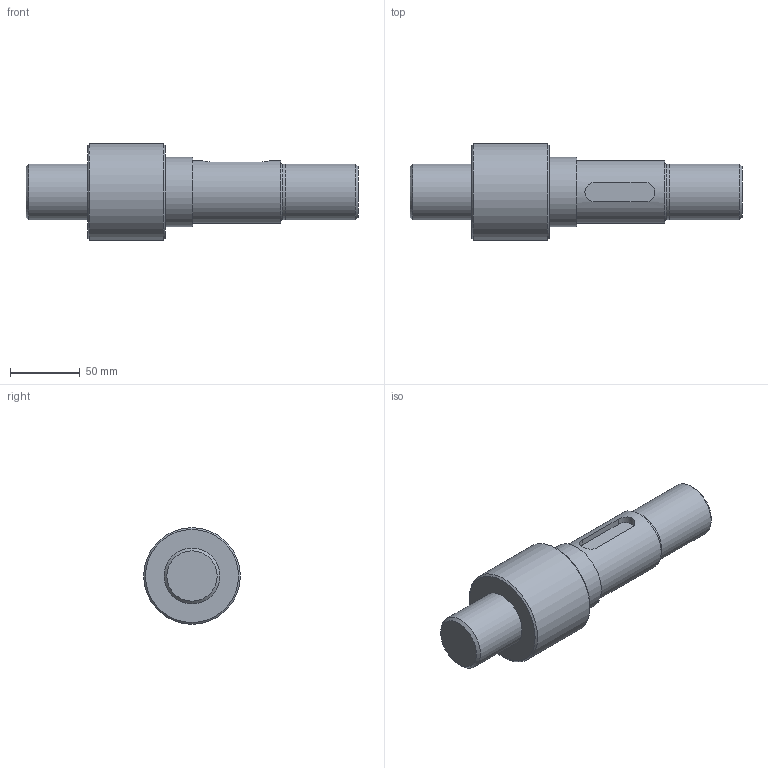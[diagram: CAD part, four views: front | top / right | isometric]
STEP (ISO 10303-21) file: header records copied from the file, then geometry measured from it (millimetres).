
FILE_DESCRIPTION(('STEP AP242'), '1');
FILE_NAME('Shaft', '', ('UNSPECIFIED'), ('UNSPECIFIED'), 'C3D Converter', 'C3D Toolkit', '');
FILE_SCHEMA(('AP242_MANAGED_MODEL_BASED_3D_ENGINEERING_MIM_LF { 1 0 10303 442 1 1 4 }'));
Length unit declared in the file: millimetre
Bounding box: 237.25 x 69 x 69 mm (x, y, z)
Volume: 466451.6 mm3; surface area: 43812.5 mm2
Topology: 1 solids, 1 shells, 22 faces, 39 edges, 24 vertices
Faces by surface type: plane 9, cylinder 7, cone 5, torus 1
Full cylindrical faces by diameter (mm): 40 x2, 45 x1, 50 x1, 69 x1
Entity records: 917 total; most frequent: CARTESIAN_POINT 307, DIRECTION 90, ORIENTED_EDGE 56, AXIS2_PLACEMENT_3D 41, EDGE_LOOP 38, EDGE_CURVE 28, VERTEX_POINT 24, COLOUR_RGB 23
